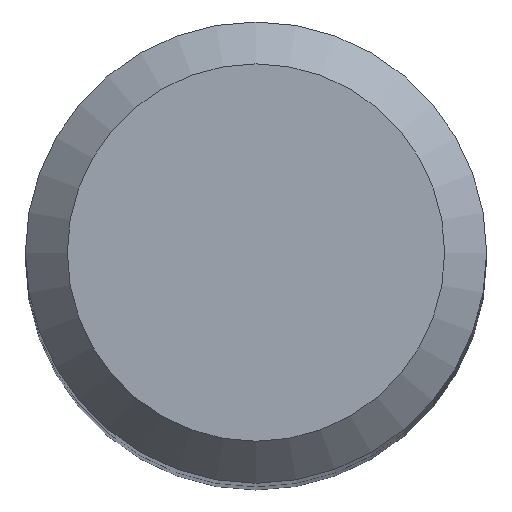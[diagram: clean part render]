
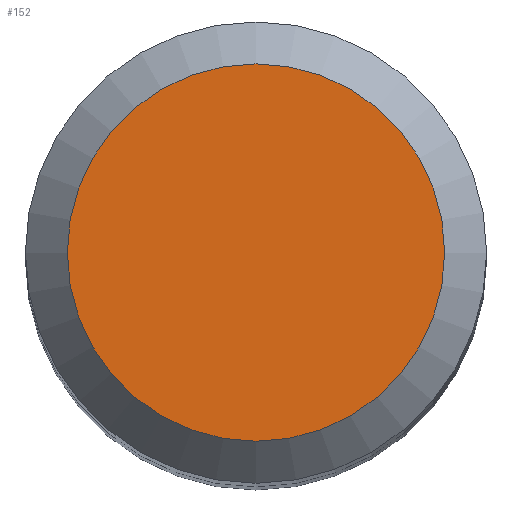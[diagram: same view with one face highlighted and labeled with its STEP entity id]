
A CAD part, top view. The second image highlights one B-rep face of the part: STEP entity #152.
In plain terms, the highlighted planar face has unit normal (0, 0, 1).
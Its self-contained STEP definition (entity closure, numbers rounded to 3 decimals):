
#31 = AXIS2_PLACEMENT_3D ( 'NONE', #143, #78, #146 ) ;
#55 = CIRCLE ( 'NONE', #170, 4.5 ) ;
#59 = CARTESIAN_POINT ( 'NONE',  ( 0., 4.5, 95. ) ) ;
#70 = EDGE_LOOP ( 'NONE', ( #154 ) ) ;
#74 = DIRECTION ( 'NONE',  ( 0., 0., -1. ) ) ;
#78 = DIRECTION ( 'NONE',  ( 0., 0., -1. ) ) ;
#93 = DIRECTION ( 'NONE',  ( 0., 1., 0. ) ) ;
#110 = PLANE ( 'NONE',  #31 ) ;
#118 = EDGE_CURVE ( 'NONE', #162, #162, #55, .T. ) ;
#130 = FACE_OUTER_BOUND ( 'NONE', #70, .T. ) ;
#142 = CARTESIAN_POINT ( 'NONE',  ( 0., 0., 95. ) ) ;
#143 = CARTESIAN_POINT ( 'NONE',  ( 0., 0., 95. ) ) ;
#146 = DIRECTION ( 'NONE',  ( 0., 1., 0. ) ) ;
#152 = ADVANCED_FACE ( 'NONE', ( #130 ), #110, .F. ) ;
#154 = ORIENTED_EDGE ( 'NONE', *, *, #118, .F. ) ;
#162 = VERTEX_POINT ( 'NONE', #59 ) ;
#170 = AXIS2_PLACEMENT_3D ( 'NONE', #142, #74, #93 ) ;
